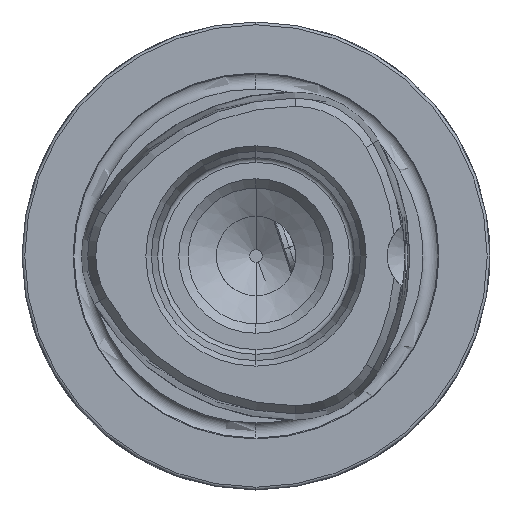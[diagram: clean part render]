
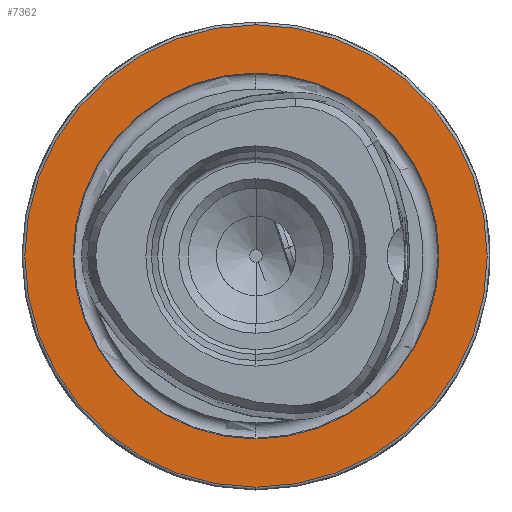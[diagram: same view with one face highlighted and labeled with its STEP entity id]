
A CAD part, left-side view. The second image highlights one B-rep face of the part: STEP entity #7362.
In plain terms, the highlighted planar face has unit normal (-1, 0, 0).
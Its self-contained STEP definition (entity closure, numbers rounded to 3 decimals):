
#41 = DIRECTION ( 'NONE',  ( -1., 0., 0. ) ) ;
#232 = EDGE_CURVE ( 'NONE', #5255, #9763, #380, .T. ) ;
#380 = CIRCLE ( 'NONE', #4932, 24.7 ) ;
#398 = VERTEX_POINT ( 'NONE', #4043 ) ;
#692 = DIRECTION ( 'NONE',  ( -1., 0., 0. ) ) ;
#905 = CARTESIAN_POINT ( 'NONE',  ( 0., 0., 24.7 ) ) ;
#1088 = DIRECTION ( 'NONE',  ( -1., 0., 0. ) ) ;
#1293 = DIRECTION ( 'NONE',  ( -1., 0., 0. ) ) ;
#2202 = FACE_BOUND ( 'NONE', #3106, .T. ) ;
#2203 = VERTEX_POINT ( 'NONE', #4487 ) ;
#2226 = EDGE_CURVE ( 'NONE', #2203, #398, #4282, .T. ) ;
#2607 = AXIS2_PLACEMENT_3D ( 'NONE', #6328, #692, #4419 ) ;
#2975 = DIRECTION ( 'NONE',  ( 0., 0., 1. ) ) ;
#3106 = EDGE_LOOP ( 'NONE', ( #6540, #4438 ) ) ;
#3729 = CARTESIAN_POINT ( 'NONE',  ( 0., 0., -24.7 ) ) ;
#3900 = ORIENTED_EDGE ( 'NONE', *, *, #232, .T. ) ;
#4043 = CARTESIAN_POINT ( 'NONE',  ( 0., 0., 19.55 ) ) ;
#4282 = CIRCLE ( 'NONE', #2607, 19.55 ) ;
#4419 = DIRECTION ( 'NONE',  ( 0., 0., 1. ) ) ;
#4438 = ORIENTED_EDGE ( 'NONE', *, *, #2226, .F. ) ;
#4487 = CARTESIAN_POINT ( 'NONE',  ( 0., 0., -19.55 ) ) ;
#4616 = CARTESIAN_POINT ( 'NONE',  ( 0., 0., 0. ) ) ;
#4696 = EDGE_CURVE ( 'NONE', #398, #2203, #11856, .T. ) ;
#4899 = DIRECTION ( 'NONE',  ( 0., 0., 1. ) ) ;
#4932 = AXIS2_PLACEMENT_3D ( 'NONE', #10446, #1293, #4899 ) ;
#5255 = VERTEX_POINT ( 'NONE', #3729 ) ;
#5384 = FACE_OUTER_BOUND ( 'NONE', #11988, .T. ) ;
#5590 = ORIENTED_EDGE ( 'NONE', *, *, #6904, .T. ) ;
#6328 = CARTESIAN_POINT ( 'NONE',  ( 0., 0., 0. ) ) ;
#6466 = AXIS2_PLACEMENT_3D ( 'NONE', #9505, #1088, #2975 ) ;
#6540 = ORIENTED_EDGE ( 'NONE', *, *, #4696, .F. ) ;
#6904 = EDGE_CURVE ( 'NONE', #9763, #5255, #7416, .T. ) ;
#6994 = PLANE ( 'NONE',  #11377 ) ;
#7362 = ADVANCED_FACE ( 'NONE', ( #2202, #5384 ), #6994, .F. ) ;
#7416 = CIRCLE ( 'NONE', #7878, 24.7 ) ;
#7878 = AXIS2_PLACEMENT_3D ( 'NONE', #4616, #41, #9225 ) ;
#8165 = CARTESIAN_POINT ( 'NONE',  ( 0., 19.55, 0. ) ) ;
#8971 = DIRECTION ( 'NONE',  ( 0., 0., -1. ) ) ;
#9010 = DIRECTION ( 'NONE',  ( 1., 0., 0. ) ) ;
#9225 = DIRECTION ( 'NONE',  ( 0., 0., 1. ) ) ;
#9505 = CARTESIAN_POINT ( 'NONE',  ( 0., 0., 0. ) ) ;
#9763 = VERTEX_POINT ( 'NONE', #905 ) ;
#10446 = CARTESIAN_POINT ( 'NONE',  ( 0., 0., 0. ) ) ;
#11377 = AXIS2_PLACEMENT_3D ( 'NONE', #8165, #9010, #8971 ) ;
#11856 = CIRCLE ( 'NONE', #6466, 19.55 ) ;
#11988 = EDGE_LOOP ( 'NONE', ( #5590, #3900 ) ) ;
